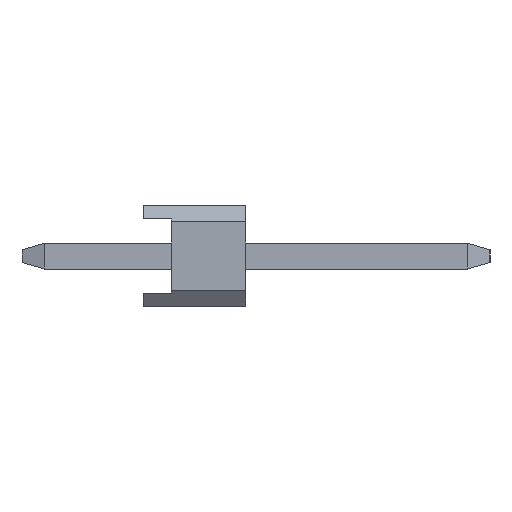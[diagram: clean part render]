
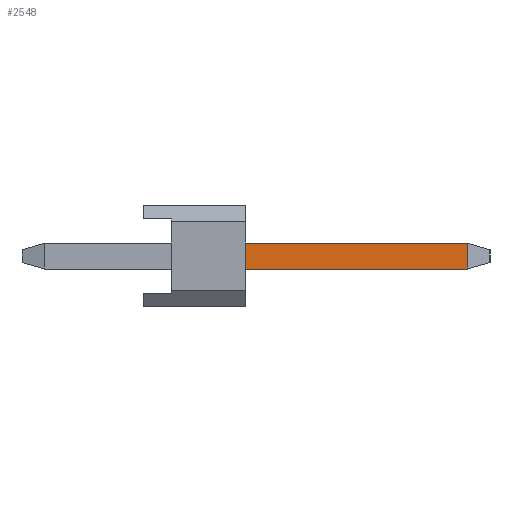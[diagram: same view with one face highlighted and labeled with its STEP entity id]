
A CAD part, left-side view. The second image highlights one B-rep face of the part: STEP entity #2548.
In plain terms, the highlighted planar face has unit normal (-1, 0, 0).
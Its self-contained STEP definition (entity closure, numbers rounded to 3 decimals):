
#2548=ADVANCED_FACE('',(#7485),#7486,.T.);
#2796=EDGE_CURVE('',#4448,#4908,#7753,.T.);
#3060=VERTEX_POINT('',#8040);
#3514=EDGE_CURVE('',#4908,#4812,#8537,.T.);
#3540=EDGE_CURVE('',#4812,#3060,#8564,.T.);
#4448=VERTEX_POINT('',#9578);
#4570=EDGE_CURVE('',#3060,#4448,#9719,.T.);
#4812=VERTEX_POINT('',#9983);
#4908=VERTEX_POINT('',#10090);
#7485=FACE_OUTER_BOUND('',#12934,.T.);
#7486=PLANE('',#12935);
#7753=LINE('',#13345,#13346);
#8040=CARTESIAN_POINT('',(-19.37,-8.054,0.32));
#8537=LINE('',#14481,#14482);
#8564=LINE('',#14522,#14523);
#9578=CARTESIAN_POINT('',(-19.37,-8.054,-0.32));
#9719=LINE('',#16181,#16182);
#9983=CARTESIAN_POINT('',(-19.37,-2.54,0.32));
#10090=CARTESIAN_POINT('',(-19.37,-2.54,-0.32));
#12934=EDGE_LOOP('',(#20782,#20783,#20784,#20785));
#12935=AXIS2_PLACEMENT_3D('',#20786,#20787,#20788);
#13345=CARTESIAN_POINT('',(-19.37,2.454,-0.32));
#13346=VECTOR('',#21016,1.0);
#14481=CARTESIAN_POINT('',(-19.37,-2.54,0.252));
#14482=VECTOR('',#21740,1.0);
#14522=CARTESIAN_POINT('',(-19.37,-2.8,0.32));
#14523=VECTOR('',#21757,1.0);
#16181=CARTESIAN_POINT('',(-19.37,-8.054,0.5));
#16182=VECTOR('',#23097,1.0);
#20782=ORIENTED_EDGE('',*,*,#3514,.F.);
#20783=ORIENTED_EDGE('',*,*,#2796,.F.);
#20784=ORIENTED_EDGE('',*,*,#4570,.F.);
#20785=ORIENTED_EDGE('',*,*,#3540,.F.);
#20786=CARTESIAN_POINT('',(-19.37,2.454,0.5));
#20787=DIRECTION('',(-1.0,0.,0.));
#20788=DIRECTION('',(0.,1.0,0.));
#21016=DIRECTION('',(0.,1.0,0.));
#21740=DIRECTION('',(0.,0.,1.0));
#21757=DIRECTION('',(0.,-1.0,0.));
#23097=DIRECTION('',(0.0,0.,-1.0));
